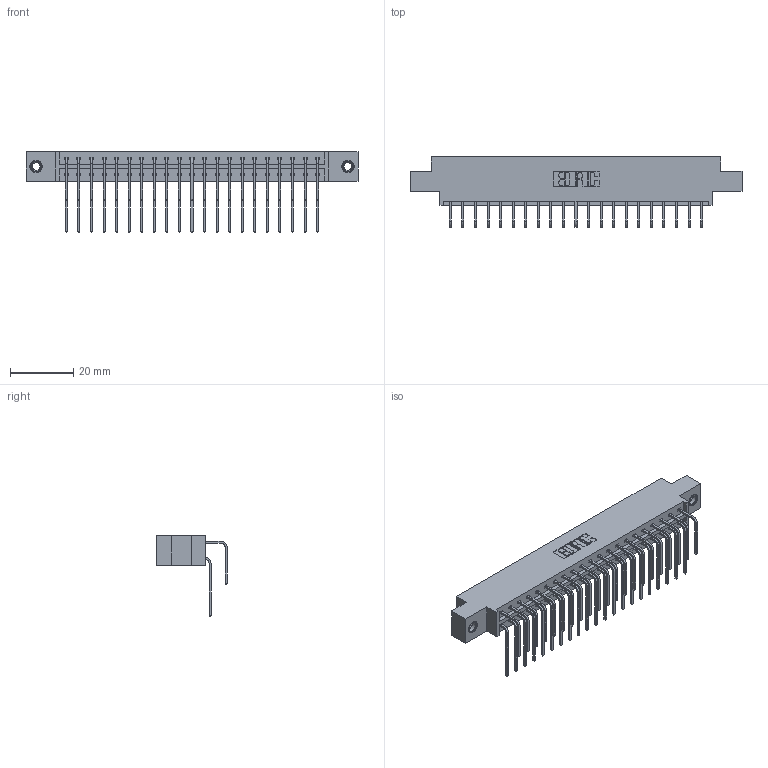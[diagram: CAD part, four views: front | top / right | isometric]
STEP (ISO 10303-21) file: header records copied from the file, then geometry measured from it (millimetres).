
FILE_DESCRIPTION (( 'STEP AP203' ), '1' );
FILE_NAME ('333-042-558-807.STEP', '2018-08-03T19:39:41', ( '' ), ( '' ), 'SwSTEP 2.0', 'SolidWorks 2016', '' );
FILE_SCHEMA (( 'CONFIG_CONTROL_DESIGN' ));
Length unit declared in the file: inch
Products named in the file (5): 333 Part_Offset - .156 Dia - TI; 345-292-001_558 559 Tail - 1; 345-292-001_558 Tail - 2; 345-250-001_345-250-005-103; 333-042-558-807
Assembly tree (45 placements, depth 2):
  333-042-558-807
    333 Part_Offset - .156 Dia - TI
    345-292-001_558 559 Tail - 1  x21
    345-292-001_558 Tail - 2  x21
    345-250-001_345-250-005-103  x2
Bounding box: 104.75 x 22.17 x 25.53 mm (x, y, z)
Volume: 10498.9 mm3; surface area: 13648.5 mm2
Topology: 45 solids, 45 shells, 2446 faces, 7221 edges, 4750 vertices
Faces by surface type: plane 1702, cylinder 728, cone 12, torus 4
Entity records: 19328 total; most frequent: CARTESIAN_POINT 3264, ORIENTED_EDGE 3142, DIRECTION 2837, EDGE_CURVE 1571, LINE 1383, VECTOR 1383, VERTEX_POINT 1040, AXIS2_PLACEMENT_3D 727
